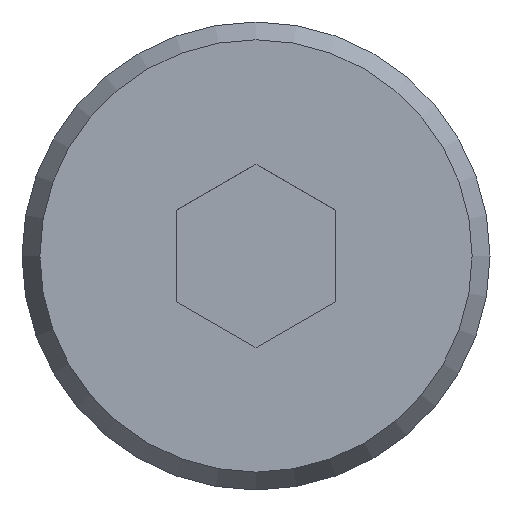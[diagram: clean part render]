
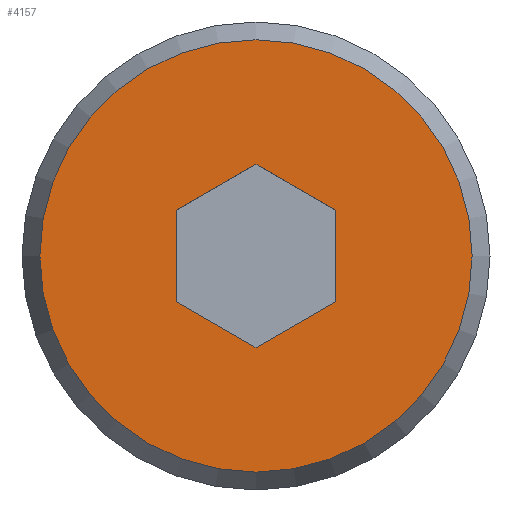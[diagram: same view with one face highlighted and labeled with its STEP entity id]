
A CAD part, top view. The second image highlights one B-rep face of the part: STEP entity #4157.
In plain terms, the highlighted planar face has unit normal (0, 0, 1).
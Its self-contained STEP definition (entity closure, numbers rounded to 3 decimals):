
#81=PLANE('',#4376);
#230=CIRCLE('',#4377,2.663);
#236=LINE('',#5983,#385);
#237=LINE('',#5986,#386);
#238=LINE('',#5988,#387);
#239=LINE('',#5990,#388);
#240=LINE('',#5992,#389);
#241=LINE('',#5994,#390);
#385=VECTOR('',#4544,1000.);
#386=VECTOR('',#4545,1000.);
#387=VECTOR('',#4546,1000.);
#388=VECTOR('',#4547,1000.);
#389=VECTOR('',#4548,1000.);
#390=VECTOR('',#4549,1000.);
#812=ORIENTED_EDGE('',*,*,#1673,.F.);
#813=ORIENTED_EDGE('',*,*,#1674,.F.);
#814=ORIENTED_EDGE('',*,*,#1675,.F.);
#815=ORIENTED_EDGE('',*,*,#1676,.F.);
#816=ORIENTED_EDGE('',*,*,#1677,.F.);
#817=ORIENTED_EDGE('',*,*,#1678,.F.);
#818=ORIENTED_EDGE('',*,*,#1679,.T.);
#1673=EDGE_CURVE('',#2104,#2105,#236,.T.);
#1674=EDGE_CURVE('',#2106,#2104,#237,.T.);
#1675=EDGE_CURVE('',#2107,#2106,#238,.T.);
#1676=EDGE_CURVE('',#2108,#2107,#239,.T.);
#1677=EDGE_CURVE('',#2109,#2108,#240,.T.);
#1678=EDGE_CURVE('',#2105,#2109,#241,.T.);
#1679=EDGE_CURVE('',#2110,#2110,#230,.T.);
#2104=VERTEX_POINT('',#5984);
#2105=VERTEX_POINT('',#5985);
#2106=VERTEX_POINT('',#5987);
#2107=VERTEX_POINT('',#5989);
#2108=VERTEX_POINT('',#5991);
#2109=VERTEX_POINT('',#5993);
#2110=VERTEX_POINT('',#5996);
#2394=EDGE_LOOP('',(#812,#813,#814,#815,#816,#817));
#2395=EDGE_LOOP('',(#818));
#2605=FACE_BOUND('',#2394,.T.);
#2606=FACE_BOUND('',#2395,.T.);
#4157=ADVANCED_FACE('',(#2605,#2606),#81,.T.);
#4376=AXIS2_PLACEMENT_3D('',#5982,#4542,#4543);
#4377=AXIS2_PLACEMENT_3D('',#5995,#4550,#4551);
#4542=DIRECTION('',(0.,0.,1.));
#4543=DIRECTION('',(1.,0.,0.));
#4544=DIRECTION('',(0.,1.,0.));
#4545=DIRECTION('',(0.866,0.5,0.));
#4546=DIRECTION('',(0.866,-0.5,0.));
#4547=DIRECTION('',(0.,-1.,0.));
#4548=DIRECTION('',(-0.866,-0.5,0.));
#4549=DIRECTION('',(-0.866,0.5,0.));
#4550=DIRECTION('',(0.,0.,1.));
#4551=DIRECTION('',(1.,0.,0.));
#5982=CARTESIAN_POINT('',(0.,0.,2.323));
#5983=CARTESIAN_POINT('',(0.978,-0.565,2.323));
#5984=CARTESIAN_POINT('',(0.978,-0.565,2.323));
#5985=CARTESIAN_POINT('',(0.978,0.565,2.323));
#5986=CARTESIAN_POINT('',(0.,-1.129,2.323));
#5987=CARTESIAN_POINT('',(0.,-1.129,2.323));
#5988=CARTESIAN_POINT('',(-0.978,-0.565,2.323));
#5989=CARTESIAN_POINT('',(-0.978,-0.565,2.323));
#5990=CARTESIAN_POINT('',(-0.978,0.565,2.323));
#5991=CARTESIAN_POINT('',(-0.978,0.565,2.323));
#5992=CARTESIAN_POINT('',(0.,1.129,2.323));
#5993=CARTESIAN_POINT('',(0.,1.129,2.323));
#5994=CARTESIAN_POINT('',(0.978,0.565,2.323));
#5995=CARTESIAN_POINT('',(0.,0.,2.323));
#5996=CARTESIAN_POINT('',(2.663,0.,2.323));
